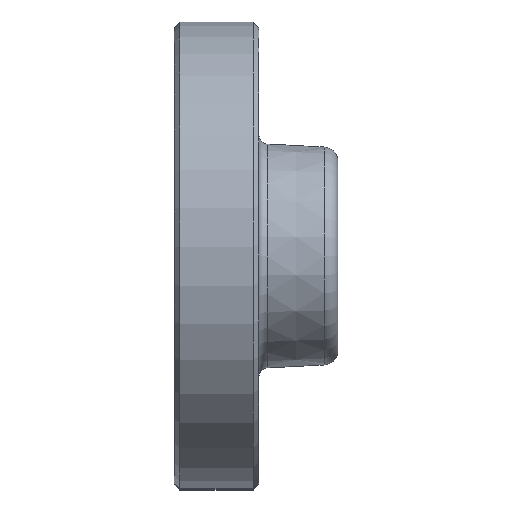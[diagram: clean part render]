
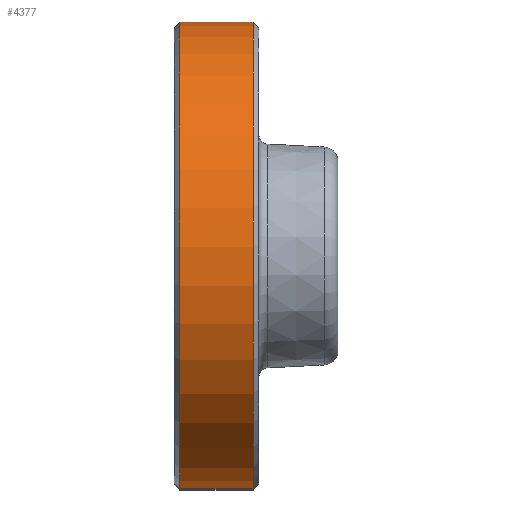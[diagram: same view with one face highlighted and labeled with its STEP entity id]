
A CAD part, left-side view. The second image highlights one B-rep face of the part: STEP entity #4377.
In plain terms, the highlighted cylindrical face has radius 8 mm (diameter 16 mm), a partial arc.
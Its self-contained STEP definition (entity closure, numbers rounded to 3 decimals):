
#273=CARTESIAN_POINT('',(0.,0.2,0.));
#274=DIRECTION('',(0.,1.,0.));
#275=DIRECTION('',(-0.106,0.,-0.994));
#276=AXIS2_PLACEMENT_3D('',#273,#274,#275);
#317=DIRECTION('',(0.,1.,0.));
#318=VECTOR('',#317,2.5);
#319=CARTESIAN_POINT('',(-0.2,0.2,7.997));
#320=LINE('',#319,#318);
#321=DIRECTION('',(0.,1.,0.));
#322=VECTOR('',#321,2.5);
#323=CARTESIAN_POINT('',(-0.847,0.2,
-7.955));
#324=LINE('',#323,#322);
#347=CARTESIAN_POINT('',(0.,2.7,0.));
#348=DIRECTION('',(0.,-1.,0.));
#349=DIRECTION('',(-0.025,0.,1.));
#350=AXIS2_PLACEMENT_3D('',#347,#348,#349);
#3651=CARTESIAN_POINT('',(-0.2,2.7,7.997));
#3652=CARTESIAN_POINT('',(-0.847,2.7,-7.955));
#3653=VERTEX_POINT('',#3651);
#3654=VERTEX_POINT('',#3652);
#3663=CARTESIAN_POINT('',(-0.847,0.2,-7.955));
#3664=CARTESIAN_POINT('',(-0.2,0.2,7.997));
#3665=VERTEX_POINT('',#3663);
#3666=VERTEX_POINT('',#3664);
#4363=CARTESIAN_POINT('',(0.,0.,0.));
#4364=DIRECTION('',(0.,1.,0.));
#4365=DIRECTION('',(1.,0.,0.));
#4366=AXIS2_PLACEMENT_3D('',#4363,#4364,#4365);
#4367=CYLINDRICAL_SURFACE('',#4366,8.);
#4369=ORIENTED_EDGE('',*,*,#4368,.F.);
#4371=ORIENTED_EDGE('',*,*,#4370,.F.);
#4372=ORIENTED_EDGE('',*,*,#4310,.F.);
#4374=ORIENTED_EDGE('',*,*,#4373,.T.);
#4375=EDGE_LOOP('',(#4369,#4371,#4372,#4374));
#4376=FACE_OUTER_BOUND('',#4375,.F.);
#4377=ADVANCED_FACE('',(#4376),#4367,.T.);
#277=CIRCLE('',#276,8.);
#351=CIRCLE('',#350,8.);
#4310=EDGE_CURVE('',#3665,#3666,#277,.T.);
#4368=EDGE_CURVE('',#3653,#3654,#351,.T.);
#4370=EDGE_CURVE('',#3666,#3653,#320,.T.);
#4373=EDGE_CURVE('',#3665,#3654,#324,.T.);
